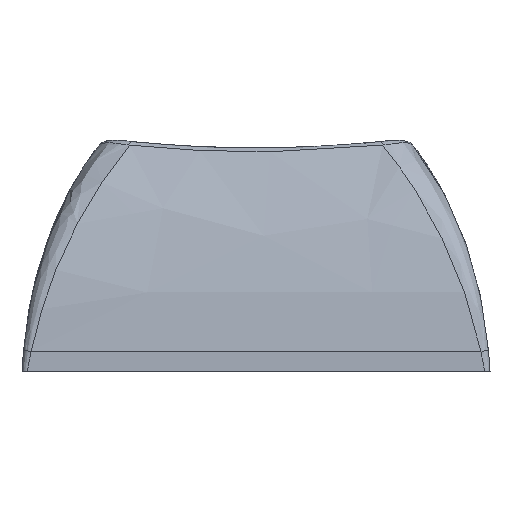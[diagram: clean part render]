
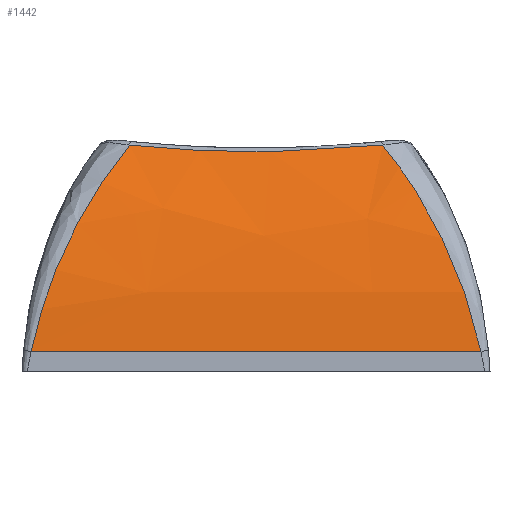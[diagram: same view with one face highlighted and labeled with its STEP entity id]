
A CAD part, left-side view. The second image highlights one B-rep face of the part: STEP entity #1442.
In plain terms, the highlighted free-form (B-spline) face has degree [3, 1] with [5, 2] control points.
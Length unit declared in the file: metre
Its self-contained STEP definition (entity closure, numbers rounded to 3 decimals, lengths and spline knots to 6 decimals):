
#49=B_SPLINE_SURFACE_WITH_KNOTS('',3,1,((#3501,#3502),(#3503,#3504),(#3505,
#3506),(#3507,#3508),(#3509,#3510)),.SURF_OF_LINEAR_EXTRUSION.,.F.,.F.,
 .F.,(4,1,4),(2,2),(0.03509,0.517545,1.),
(0.,1.),.UNSPECIFIED.);
#92=B_SPLINE_CURVE_WITH_KNOTS('',3,(#2505,#2506,#2507,#2508),
 .UNSPECIFIED.,.F.,.F.,(4,4),(0.,1.),.UNSPECIFIED.);
#117=B_SPLINE_CURVE_WITH_KNOTS('',3,(#3222,#3223,#3224,#3225,#3226,#3227,
#3228,#3229,#3230,#3231,#3232,#3233,#3234,#3235,#3236,#3237,#3238,#3239),
 .UNSPECIFIED.,.F.,.F.,(4,1,1,1,1,1,1,1,1,1,1,1,1,1,1,4),(0.,0.125,0.25,
0.375,0.5,0.625,0.75,0.8125,0.875,0.90625,0.9375,0.953125,0.960938,0.96875,
0.984375,1.),.UNSPECIFIED.);
#121=B_SPLINE_CURVE_WITH_KNOTS('',3,(#3393,#3394,#3395,#3396,#3397,#3398,
#3399,#3400,#3401,#3402,#3403,#3404,#3405,#3406,#3407,#3408,#3409,#3410),
 .UNSPECIFIED.,.F.,.F.,(4,1,1,1,1,1,1,1,1,1,1,1,1,1,1,4),(0.,0.015625,0.03125,
0.039063,0.046875,0.0625,0.09375,0.125,0.1875,0.25,0.375,0.5,0.625,0.75,
0.875,1.),.UNSPECIFIED.);
#528=ORIENTED_EDGE('',*,*,#764,.T.);
#529=ORIENTED_EDGE('',*,*,#730,.T.);
#530=ORIENTED_EDGE('',*,*,#769,.T.);
#531=ORIENTED_EDGE('',*,*,#782,.T.);
#730=EDGE_CURVE('',#888,#883,#92,.T.);
#764=EDGE_CURVE('',#907,#888,#117,.T.);
#769=EDGE_CURVE('',#883,#910,#121,.T.);
#782=EDGE_CURVE('',#910,#907,#1033,.T.);
#883=VERTEX_POINT('',#2449);
#888=VERTEX_POINT('',#2492);
#907=VERTEX_POINT('',#3240);
#910=VERTEX_POINT('',#3411);
#1033=LINE('',#3500,#1149);
#1149=VECTOR('',#1772,1.);
#1230=EDGE_LOOP('',(#528,#529,#530,#531));
#1318=FACE_BOUND('',#1230,.T.);
#1442=ADVANCED_FACE('',(#1318),#49,.T.);
#1772=DIRECTION('',(0.,-1.,0.));
#2449=CARTESIAN_POINT('',(0.245847,0.052751,0.008863));
#2492=CARTESIAN_POINT('',(0.245847,0.042854,0.008863));
#2505=CARTESIAN_POINT('',(0.245847,0.042854,0.008863));
#2506=CARTESIAN_POINT('',(0.245567,0.046153,0.008511));
#2507=CARTESIAN_POINT('',(0.245567,0.049452,0.008511));
#2508=CARTESIAN_POINT('',(0.245847,0.052751,0.008863));
#3222=CARTESIAN_POINT('',(0.242884,0.039004,0.0008));
#3223=CARTESIAN_POINT('',(0.242919,0.039092,0.001211));
#3224=CARTESIAN_POINT('',(0.243012,0.039279,0.001974));
#3225=CARTESIAN_POINT('',(0.243233,0.039646,0.003139));
#3226=CARTESIAN_POINT('',(0.243502,0.040046,0.004183));
#3227=CARTESIAN_POINT('',(0.243865,0.040542,0.005281));
#3228=CARTESIAN_POINT('',(0.244249,0.041036,0.006221));
#3229=CARTESIAN_POINT('',(0.244651,0.041525,0.007033));
#3230=CARTESIAN_POINT('',(0.244974,0.041902,0.0076));
#3231=CARTESIAN_POINT('',(0.245206,0.042165,0.007972));
#3232=CARTESIAN_POINT('',(0.245378,0.042355,0.008228));
#3233=CARTESIAN_POINT('',(0.245511,0.0425,0.008418));
#3234=CARTESIAN_POINT('',(0.24558,0.042576,0.008514));
#3235=CARTESIAN_POINT('',(0.245646,0.042647,0.008602));
#3236=CARTESIAN_POINT('',(0.245675,0.042678,0.008641));
#3237=CARTESIAN_POINT('',(0.245751,0.042757,0.008742));
#3238=CARTESIAN_POINT('',(0.245826,0.042833,0.008837));
#3239=CARTESIAN_POINT('',(0.245847,0.042854,0.008863));
#3240=CARTESIAN_POINT('',(0.242884,0.039004,0.0008));
#3393=CARTESIAN_POINT('',(0.245847,0.052751,0.008863));
#3394=CARTESIAN_POINT('',(0.245826,0.052773,0.008837));
#3395=CARTESIAN_POINT('',(0.245751,0.052848,0.008742));
#3396=CARTESIAN_POINT('',(0.245675,0.052928,0.008641));
#3397=CARTESIAN_POINT('',(0.245646,0.052959,0.008602));
#3398=CARTESIAN_POINT('',(0.245581,0.05303,0.008514));
#3399=CARTESIAN_POINT('',(0.245511,0.053105,0.008418));
#3400=CARTESIAN_POINT('',(0.245378,0.05325,0.008229));
#3401=CARTESIAN_POINT('',(0.245206,0.053441,0.007971));
#3402=CARTESIAN_POINT('',(0.244975,0.053704,0.007601));
#3403=CARTESIAN_POINT('',(0.244651,0.054081,0.007033));
#3404=CARTESIAN_POINT('',(0.244249,0.05457,0.006221));
#3405=CARTESIAN_POINT('',(0.243865,0.055064,0.005281));
#3406=CARTESIAN_POINT('',(0.243502,0.05556,0.004183));
#3407=CARTESIAN_POINT('',(0.243233,0.055959,0.003139));
#3408=CARTESIAN_POINT('',(0.243012,0.056327,0.001975));
#3409=CARTESIAN_POINT('',(0.242919,0.056514,0.001211));
#3410=CARTESIAN_POINT('',(0.242884,0.056602,0.0008));
#3411=CARTESIAN_POINT('',(0.242884,0.056601,0.0008));
#3500=CARTESIAN_POINT('',(0.242884,0.047891,0.0008));
#3501=CARTESIAN_POINT('',(0.24588,0.056707,0.008904));
#3502=CARTESIAN_POINT('',(0.24588,0.038898,0.008904));
#3503=CARTESIAN_POINT('',(0.244962,0.056707,0.007764));
#3504=CARTESIAN_POINT('',(0.244962,0.038898,0.007764));
#3505=CARTESIAN_POINT('',(0.243615,0.056707,0.005121));
#3506=CARTESIAN_POINT('',(0.243615,0.038898,0.005121));
#3507=CARTESIAN_POINT('',(0.24301,0.056707,0.00226));
#3508=CARTESIAN_POINT('',(0.24301,0.038898,0.00226));
#3509=CARTESIAN_POINT('',(0.242884,0.056707,0.0008));
#3510=CARTESIAN_POINT('',(0.242884,0.038898,0.0008));
